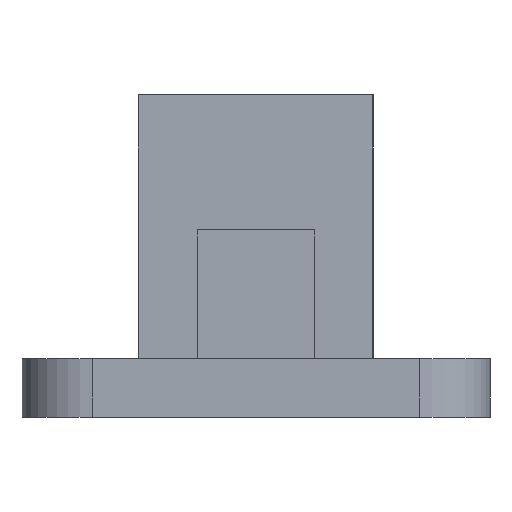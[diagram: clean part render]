
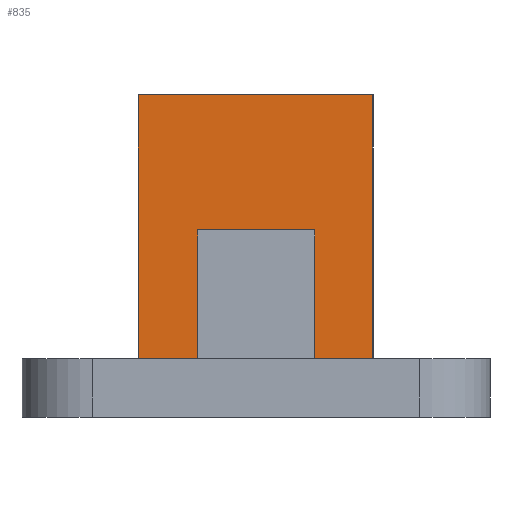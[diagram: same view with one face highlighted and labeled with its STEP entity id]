
A CAD part, left-side view. The second image highlights one B-rep face of the part: STEP entity #835.
In plain terms, the highlighted planar face has unit normal (-1, 0, 0).
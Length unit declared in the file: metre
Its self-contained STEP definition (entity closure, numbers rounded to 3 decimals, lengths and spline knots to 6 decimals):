
#248=ORIENTED_EDGE('',*,*,#386,.F.);
#249=ORIENTED_EDGE('',*,*,#387,.T.);
#250=ORIENTED_EDGE('',*,*,#376,.T.);
#251=ORIENTED_EDGE('',*,*,#388,.F.);
#252=ORIENTED_EDGE('',*,*,#291,.F.);
#253=ORIENTED_EDGE('',*,*,#385,.T.);
#254=ORIENTED_EDGE('',*,*,#380,.T.);
#255=ORIENTED_EDGE('',*,*,#389,.F.);
#291=EDGE_CURVE('',#403,#404,#477,.T.);
#376=EDGE_CURVE('',#464,#463,#536,.T.);
#380=EDGE_CURVE('',#462,#465,#540,.T.);
#385=EDGE_CURVE('',#403,#462,#545,.T.);
#386=EDGE_CURVE('',#466,#467,#546,.T.);
#387=EDGE_CURVE('',#466,#464,#547,.T.);
#388=EDGE_CURVE('',#404,#463,#548,.T.);
#389=EDGE_CURVE('',#467,#465,#549,.T.);
#403=VERTEX_POINT('',#1200);
#404=VERTEX_POINT('',#1202);
#462=VERTEX_POINT('',#1370);
#463=VERTEX_POINT('',#1372);
#464=VERTEX_POINT('',#1374);
#465=VERTEX_POINT('',#1378);
#466=VERTEX_POINT('',#1393);
#467=VERTEX_POINT('',#1394);
#477=LINE('',#1201,#557);
#536=LINE('',#1373,#616);
#540=LINE('',#1379,#620);
#545=LINE('',#1390,#625);
#546=LINE('',#1392,#626);
#547=LINE('',#1395,#627);
#548=LINE('',#1396,#628);
#549=LINE('',#1397,#629);
#557=VECTOR('',#956,1.);
#616=VECTOR('',#1121,1.);
#620=VECTOR('',#1125,1.);
#625=VECTOR('',#1142,1.);
#626=VECTOR('',#1145,1.);
#627=VECTOR('',#1146,1.);
#628=VECTOR('',#1147,1.);
#629=VECTOR('',#1148,1.);
#683=EDGE_LOOP('',(#248,#249,#250,#251,#252,#253,#254,#255));
#751=FACE_BOUND('',#683,.T.);
#791=PLANE('',#924);
#835=ADVANCED_FACE('',(#751),#791,.F.);
#924=AXIS2_PLACEMENT_3D('',#1391,#1143,#1144);
#956=DIRECTION('',(0.,-1.,0.));
#1121=DIRECTION('',(0.,-1.,0.));
#1125=DIRECTION('',(0.,-1.,0.));
#1142=DIRECTION('',(0.,0.,-1.));
#1143=DIRECTION('',(1.,0.,0.));
#1144=DIRECTION('',(0.,0.,-1.));
#1145=DIRECTION('',(0.,1.,0.));
#1146=DIRECTION('',(0.,0.,-1.));
#1147=DIRECTION('',(0.,0.,-1.));
#1148=DIRECTION('',(0.,0.,-1.));
#1200=CARTESIAN_POINT('',(-0.0275,0.01,0.02755));
#1201=CARTESIAN_POINT('',(-0.0275,0.,0.02755));
#1202=CARTESIAN_POINT('',(-0.0275,-0.01,0.02755));
#1370=CARTESIAN_POINT('',(-0.0275,0.01,0.005));
#1372=CARTESIAN_POINT('',(-0.0275,-0.01,0.005));
#1373=CARTESIAN_POINT('',(-0.0275,0.,0.005));
#1374=CARTESIAN_POINT('',(-0.0275,-0.005058,0.005));
#1378=CARTESIAN_POINT('',(-0.0275,0.004942,0.005));
#1379=CARTESIAN_POINT('',(-0.0275,0.,0.005));
#1390=CARTESIAN_POINT('',(-0.0275,0.01,0.02755));
#1391=CARTESIAN_POINT('',(-0.0275,0.,0.02755));
#1392=CARTESIAN_POINT('',(-0.0275,-0.000058,0.016));
#1393=CARTESIAN_POINT('',(-0.0275,-0.005058,0.016));
#1394=CARTESIAN_POINT('',(-0.0275,0.004942,0.016));
#1395=CARTESIAN_POINT('',(-0.0275,-0.005058,0.016));
#1396=CARTESIAN_POINT('',(-0.0275,-0.01,0.02755));
#1397=CARTESIAN_POINT('',(-0.0275,0.004942,0.016));
